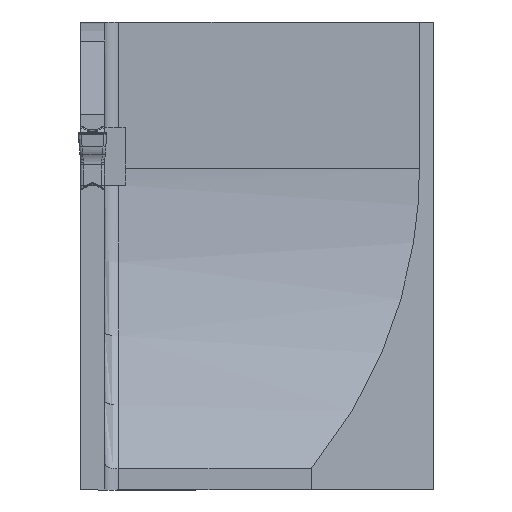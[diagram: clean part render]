
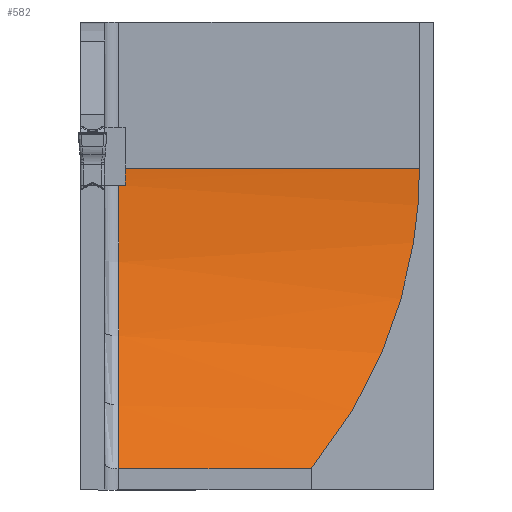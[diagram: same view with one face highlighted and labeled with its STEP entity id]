
A CAD part, front view. The second image highlights one B-rep face of the part: STEP entity #582.
In plain terms, the highlighted cylindrical face has radius 33.264 mm (diameter 66.527 mm), a partial arc.
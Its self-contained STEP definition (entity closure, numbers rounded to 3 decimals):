
#474=CYLINDRICAL_SURFACE('',#4063,33.264);
#541=ELLIPSE('',#4051,47.042,33.264);
#582=ADVANCED_FACE('',(#880),#474,.F.);
#880=FACE_OUTER_BOUND('',#1127,.T.);
#1127=EDGE_LOOP('',(#1553,#1554,#1555,#1556,#1557,#1558));
#1364=CIRCLE('',#4061,33.264);
#1365=CIRCLE('',#4062,33.264);
#1553=ORIENTED_EDGE('',*,*,#3103,.T.);
#1554=ORIENTED_EDGE('',*,*,#3104,.T.);
#1555=ORIENTED_EDGE('',*,*,#3101,.F.);
#1556=ORIENTED_EDGE('',*,*,#3086,.T.);
#1557=ORIENTED_EDGE('',*,*,#3077,.F.);
#1558=ORIENTED_EDGE('',*,*,#3105,.T.);
#2707=VERTEX_POINT('',#5062);
#2708=VERTEX_POINT('',#5064);
#2714=VERTEX_POINT('',#5082);
#2722=VERTEX_POINT('',#5112);
#2723=VERTEX_POINT('',#5116);
#2724=VERTEX_POINT('',#5117);
#3077=EDGE_CURVE('',#2707,#2708,#3682,.T.);
#3086=EDGE_CURVE('',#2714,#2708,#541,.T.);
#3101=EDGE_CURVE('',#2714,#2722,#3703,.T.);
#3103=EDGE_CURVE('',#2723,#2724,#3705,.T.);
#3104=EDGE_CURVE('',#2724,#2722,#1364,.T.);
#3105=EDGE_CURVE('',#2707,#2723,#1365,.T.);
#3682=LINE('',#5063,#3871);
#3703=LINE('',#5111,#3892);
#3705=LINE('',#5115,#3894);
#3871=VECTOR('',#4338,1.);
#3892=VECTOR('',#4385,1.);
#3894=VECTOR('',#4389,1.);
#4051=AXIS2_PLACEMENT_3D('',#5081,#4354,#4355);
#4061=AXIS2_PLACEMENT_3D('',#5118,#4390,#4391);
#4062=AXIS2_PLACEMENT_3D('',#5119,#4392,#4393);
#4063=AXIS2_PLACEMENT_3D('',#5120,#4394,#4395);
#4338=DIRECTION('',(1.,0.,0.));
#4354=DIRECTION('',(0.707,-0.707,0.));
#4355=DIRECTION('',(0.707,0.707,0.));
#4385=DIRECTION('',(-1.,0.,0.));
#4389=DIRECTION('',(-1.,0.,0.));
#4390=DIRECTION('',(-1.,0.,0.));
#4391=DIRECTION('',(0.,0.,1.));
#4392=DIRECTION('',(-1.,0.,0.));
#4393=DIRECTION('',(0.,0.,1.));
#4394=DIRECTION('',(1.,0.,0.));
#4395=DIRECTION('',(0.,0.,1.));
#5062=CARTESIAN_POINT('',(-21.75,-129.,22.7));
#5063=CARTESIAN_POINT('',(-26.455,-129.,22.7));
#5064=CARTESIAN_POINT('',(-1.,-129.,22.7));
#5081=CARTESIAN_POINT('',(-34.264,-162.264,22.7));
#5082=CARTESIAN_POINT('',(-8.631,-136.631,1.5));
#5111=CARTESIAN_POINT('',(-26.455,-136.631,1.5));
#5112=CARTESIAN_POINT('',(-22.2,-136.631,1.5));
#5115=CARTESIAN_POINT('',(-26.455,-129.023,21.46));
#5116=CARTESIAN_POINT('',(-21.75,-129.023,21.46));
#5117=CARTESIAN_POINT('',(-22.2,-129.023,21.46));
#5118=CARTESIAN_POINT('',(-22.2,-162.264,22.7));
#5119=CARTESIAN_POINT('',(-21.75,-162.264,22.7));
#5120=CARTESIAN_POINT('',(-26.455,-162.264,22.7));
